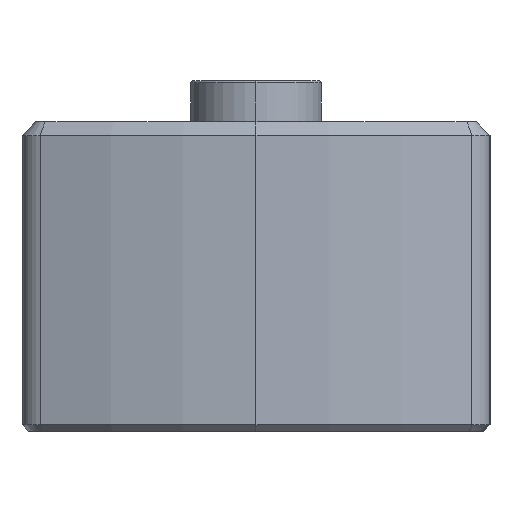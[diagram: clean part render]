
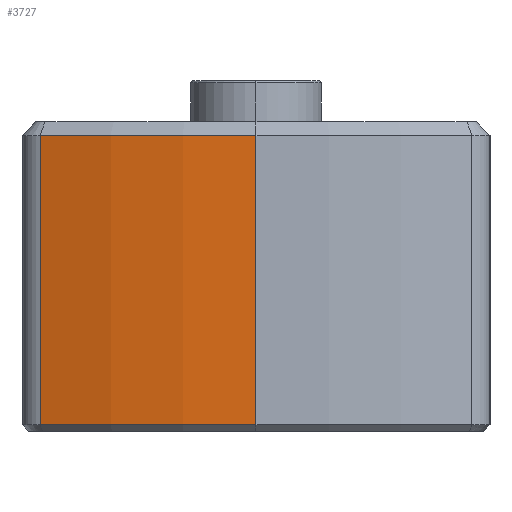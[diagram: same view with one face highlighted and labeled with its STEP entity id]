
A CAD part, left-side view. The second image highlights one B-rep face of the part: STEP entity #3727.
In plain terms, the highlighted cylindrical face has radius 92.5 mm (diameter 185 mm), a partial arc.
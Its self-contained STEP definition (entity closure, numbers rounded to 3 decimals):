
#1619=EDGE_CURVE('NONE',#3621,#3711,#4320,.T.);
#1915=EDGE_CURVE('NONE',#3823,#2727,#4659,.T.);
#2727=VERTEX_POINT('',#5559);
#2943=EDGE_CURVE('',#3621,#2727,#5808,.T.);
#3121=EDGE_CURVE('NONE',#3711,#3823,#6009,.T.);
#3621=VERTEX_POINT('NONE',#6578);
#3711=VERTEX_POINT('NONE',#6720);
#3727=ADVANCED_FACE('NONE',(#6736),#6737,.T.);
#3823=VERTEX_POINT('NONE',#6852);
#4320=CIRCLE('',#7463,92.5);
#4659=CIRCLE('',#7899,92.5);
#5559=CARTESIAN_POINT('',(-162.5,0.,-44.));
#5808=LINE('',#9417,#9418);
#6009=LINE('',#9672,#9673);
#6578=CARTESIAN_POINT('',(-162.5,0.,-2.));
#6720=CARTESIAN_POINT('',(-157.023,31.356,-2.));
#6736=FACE_OUTER_BOUND('',#10603,.T.);
#6737=CYLINDRICAL_SURFACE('',#10604,92.5);
#6852=CARTESIAN_POINT('',(-157.023,31.356,-44.));
#7463=AXIS2_PLACEMENT_3D('',#11385,#11386,#11387);
#7899=AXIS2_PLACEMENT_3D('',#11831,#11832,#11833);
#9417=CARTESIAN_POINT('',(-162.5,0.,-23.));
#9418=VECTOR('',#13188,1.0);
#9672=CARTESIAN_POINT('',(-157.023,31.356,-45.));
#9673=VECTOR('',#13434,1000.0);
#10603=EDGE_LOOP('',(#14339,#14340,#14341,#14342));
#10604=AXIS2_PLACEMENT_3D('',#14343,#14344,#14345);
#11385=CARTESIAN_POINT('',(-70.0,0.,-2.));
#11386=DIRECTION('',(0.,0.,-1.0));
#11387=DIRECTION('',(-1.0,0.,0.));
#11831=CARTESIAN_POINT('',(-70.,0.,-44.));
#11832=DIRECTION('',(0.,0.,1.0));
#11833=DIRECTION('',(-1.0,0.,0.));
#13188=DIRECTION('',(0.,0.,-1.0));
#13434=DIRECTION('',(0.,0.,-1.0));
#14339=ORIENTED_EDGE('',*,*,#2943,.F.);
#14340=ORIENTED_EDGE('',*,*,#1619,.T.);
#14341=ORIENTED_EDGE('',*,*,#3121,.T.);
#14342=ORIENTED_EDGE('',*,*,#1915,.T.);
#14343=CARTESIAN_POINT('',(-70.,0.,-45.));
#14344=DIRECTION('',(0.,0.,1.0));
#14345=DIRECTION('',(1.0,0.,0.));
